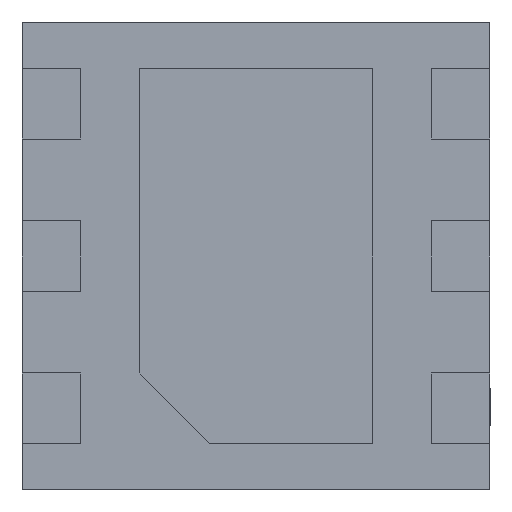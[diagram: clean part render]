
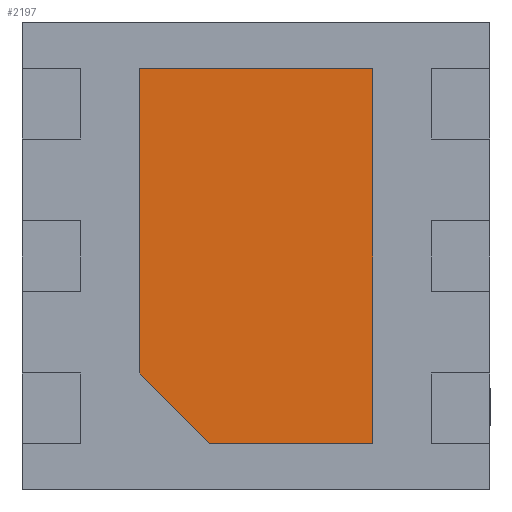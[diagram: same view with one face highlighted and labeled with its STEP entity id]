
A CAD part, front view. The second image highlights one B-rep face of the part: STEP entity #2197.
In plain terms, the highlighted planar face has unit normal (0, -1, 0).
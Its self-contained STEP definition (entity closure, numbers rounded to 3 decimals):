
#79 = EDGE_CURVE ( 'NONE', #666, #1397, #3280, .T. ) ;
#114 = CARTESIAN_POINT ( 'NONE',  ( 0.5, 0., 0.8 ) ) ;
#201 = CARTESIAN_POINT ( 'NONE',  ( -0.5, 0., -0.5 ) ) ;
#408 = EDGE_CURVE ( 'NONE', #1243, #666, #4747, .T. ) ;
#526 = CARTESIAN_POINT ( 'NONE',  ( 0., 0., 0. ) ) ;
#601 = LINE ( 'NONE', #2303, #4457 ) ;
#628 = CARTESIAN_POINT ( 'NONE',  ( -0.5, 0., -0.5 ) ) ;
#666 = VERTEX_POINT ( 'NONE', #114 ) ;
#758 = VECTOR ( 'NONE', #3105, 1000. ) ;
#817 = DIRECTION ( 'NONE',  ( -1., 0., 0. ) ) ;
#850 = EDGE_LOOP ( 'NONE', ( #2581, #5234, #4486, #4448, #4791 ) ) ;
#1041 = CARTESIAN_POINT ( 'NONE',  ( 0.5, 0., 0.8 ) ) ;
#1172 = EDGE_CURVE ( 'NONE', #1397, #3725, #1823, .T. ) ;
#1243 = VERTEX_POINT ( 'NONE', #2922 ) ;
#1397 = VERTEX_POINT ( 'NONE', #3138 ) ;
#1657 = CARTESIAN_POINT ( 'NONE',  ( 0.5, 0., 0.8 ) ) ;
#1742 = DIRECTION ( 'NONE',  ( 0., 0., -1. ) ) ;
#1823 = LINE ( 'NONE', #5010, #4071 ) ;
#1825 = DIRECTION ( 'NONE',  ( 0., 0., -1. ) ) ;
#2048 = VECTOR ( 'NONE', #817, 1000. ) ;
#2197 = ADVANCED_FACE ( 'NONE', ( #4257 ), #2978, .T. ) ;
#2303 = CARTESIAN_POINT ( 'NONE',  ( 0.5, 0., -0.8 ) ) ;
#2581 = ORIENTED_EDGE ( 'NONE', *, *, #1172, .T. ) ;
#2689 = DIRECTION ( 'NONE',  ( 0., 0., 1. ) ) ;
#2782 = EDGE_CURVE ( 'NONE', #3725, #3658, #4382, .T. ) ;
#2922 = CARTESIAN_POINT ( 'NONE',  ( 0.5, 0., -0.8 ) ) ;
#2936 = VECTOR ( 'NONE', #2689, 1000. ) ;
#2978 = PLANE ( 'NONE',  #3898 ) ;
#3105 = DIRECTION ( 'NONE',  ( 0.707, 0., -0.707 ) ) ;
#3138 = CARTESIAN_POINT ( 'NONE',  ( -0.5, 0., 0.8 ) ) ;
#3280 = LINE ( 'NONE', #1657, #2048 ) ;
#3658 = VERTEX_POINT ( 'NONE', #4149 ) ;
#3725 = VERTEX_POINT ( 'NONE', #201 ) ;
#3898 = AXIS2_PLACEMENT_3D ( 'NONE', #526, #4283, #1825 ) ;
#3950 = DIRECTION ( 'NONE',  ( 1., 0., 0. ) ) ;
#4071 = VECTOR ( 'NONE', #1742, 1000. ) ;
#4149 = CARTESIAN_POINT ( 'NONE',  ( -0.2, 0., -0.8 ) ) ;
#4257 = FACE_OUTER_BOUND ( 'NONE', #850, .T. ) ;
#4283 = DIRECTION ( 'NONE',  ( 0., -1., 0. ) ) ;
#4382 = LINE ( 'NONE', #628, #758 ) ;
#4448 = ORIENTED_EDGE ( 'NONE', *, *, #408, .T. ) ;
#4457 = VECTOR ( 'NONE', #3950, 1000. ) ;
#4486 = ORIENTED_EDGE ( 'NONE', *, *, #4529, .T. ) ;
#4529 = EDGE_CURVE ( 'NONE', #3658, #1243, #601, .T. ) ;
#4747 = LINE ( 'NONE', #1041, #2936 ) ;
#4791 = ORIENTED_EDGE ( 'NONE', *, *, #79, .T. ) ;
#5010 = CARTESIAN_POINT ( 'NONE',  ( -0.5, 0., 0.8 ) ) ;
#5234 = ORIENTED_EDGE ( 'NONE', *, *, #2782, .T. ) ;
